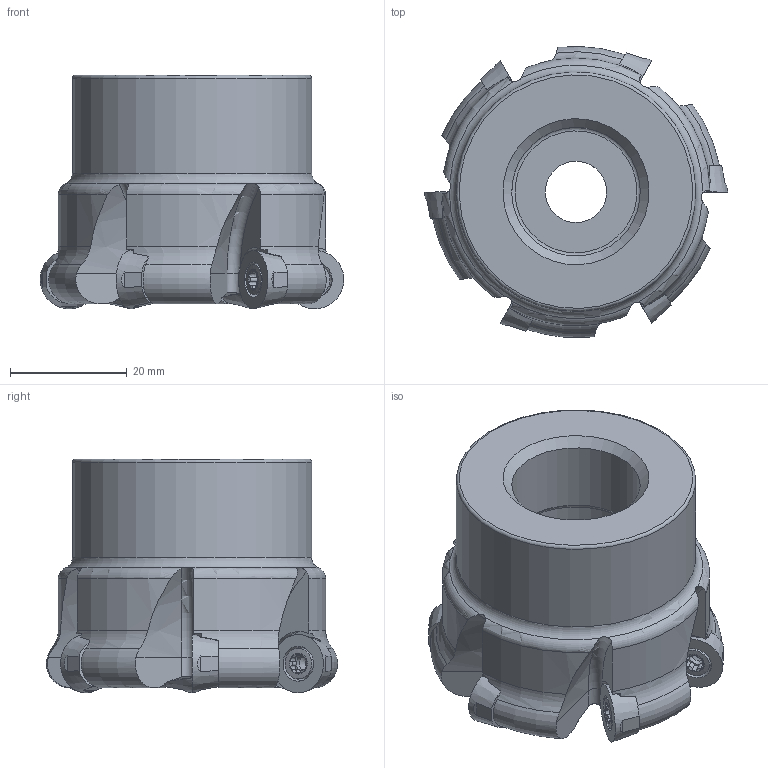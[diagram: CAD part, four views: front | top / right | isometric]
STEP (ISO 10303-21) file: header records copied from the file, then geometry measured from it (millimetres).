
FILE_DESCRIPTION(/* description */ (''),/* implementation_level */ '2;1');
FILE_NAME(/* name */ '1543897452849.stp',/* time_stamp */ '2018-12-04T09:54:38+05:00',/* author */ (''),/* organization */ ('SMS'),/* preprocessor_version */ 'ST-DEVELOPER v15',/* originating_system */ 'SIEMENS PLM Software NX 8.5',/* authorisation */ '');
FILE_SCHEMA (('AUTOMOTIVE_DESIGN { 1 0 10303 214 3 1 1 1 }'));
Length unit declared in the file: millimetre
Products named in the file (4): ASSEMBLY_CONSTRUCTION; 201860555mod000_00; 201952886mod000_00; 201952885mod000_00
Assembly tree (8 placements, depth 2):
  201952885mod000_00
    201952886mod000_00
    201860555mod000_00  x6
    ASSEMBLY_CONSTRUCTION
Bounding box: 51.98 x 49.87 x 39.98 mm (x, y, z)
Volume: 42393.5 mm3; surface area: 13550.7 mm2
Topology: 7 solids, 7 shells, 499 faces, 1304 edges, 851 vertices
Faces by surface type: plane 226, cone 87, extrusion 72, cylinder 53, torus 43, revolution 12, bspline 6
Full cylindrical faces by diameter (mm): 2.581 x6, 3.5 x6, 4 x6, 4.5 x6, 5.25 x6, 10.5 x1, 17.1 x1, 22.011 x1, 22.5 x1, 41 x1
Entity records: 17873 total; most frequent: CARTESIAN_POINT 7639, ORIENTED_EDGE 2078, DIRECTION 1984, EDGE_CURVE 1039, AXIS2_PLACEMENT_3D 808, VERTEX_POINT 701, EDGE_LOOP 514, ADVANCED_FACE 429
